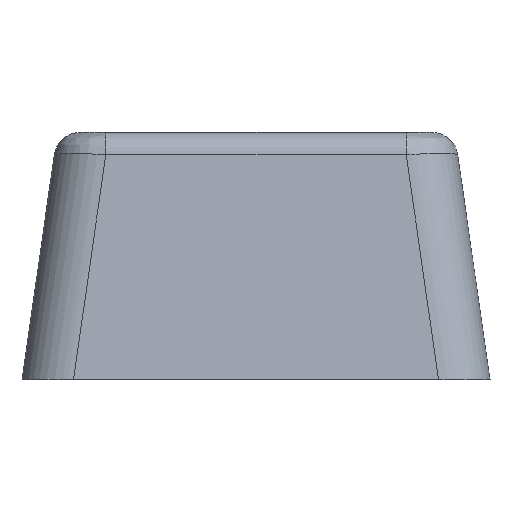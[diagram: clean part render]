
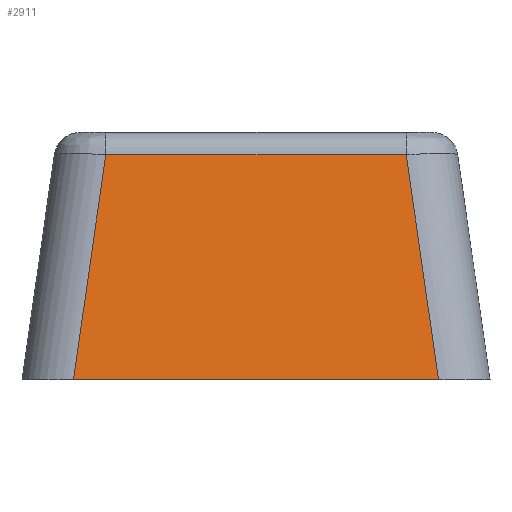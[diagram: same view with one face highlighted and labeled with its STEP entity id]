
A CAD part, left-side view. The second image highlights one B-rep face of the part: STEP entity #2911.
In plain terms, the highlighted planar face has unit normal (-0.99, 0, 0.142).
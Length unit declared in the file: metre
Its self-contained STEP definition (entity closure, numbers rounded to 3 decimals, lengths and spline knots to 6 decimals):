
#383=ORIENTED_EDGE('',*,*,#1263,.T.);
#384=ORIENTED_EDGE('',*,*,#1277,.T.);
#385=ORIENTED_EDGE('',*,*,#1278,.T.);
#386=ORIENTED_EDGE('',*,*,#1279,.T.);
#1263=EDGE_CURVE('',#1711,#1710,#1938,.T.);
#1277=EDGE_CURVE('',#1710,#1724,#1945,.T.);
#1278=EDGE_CURVE('',#1724,#1725,#1946,.F.);
#1279=EDGE_CURVE('',#1725,#1711,#1947,.F.);
#1710=VERTEX_POINT('',#4262);
#1711=VERTEX_POINT('',#4264);
#1724=VERTEX_POINT('',#4292);
#1725=VERTEX_POINT('',#4294);
#1938=LINE('',#4263,#2231);
#1945=LINE('',#4291,#2238);
#1946=LINE('',#4293,#2239);
#1947=LINE('',#4295,#2240);
#2231=VECTOR('',#3389,1.);
#2238=VECTOR('',#3412,1.);
#2239=VECTOR('',#3413,1.);
#2240=VECTOR('',#3414,1.);
#2479=EDGE_LOOP('',(#383,#384,#385,#386));
#2656=FACE_BOUND('',#2479,.T.);
#2825=PLANE('',#3124);
#2911=ADVANCED_FACE('',(#2656),#2825,.T.);
#3124=AXIS2_PLACEMENT_3D('',#4290,#3410,#3411);
#3389=DIRECTION('',(0.,-1.,0.));
#3410=DIRECTION('',(-0.99,0.,0.142));
#3411=DIRECTION('',(0.142,0.,0.99));
#3412=DIRECTION('',(0.141,0.141,0.98));
#3413=DIRECTION('',(0.,-1.,0.));
#3414=DIRECTION('',(0.141,-0.141,0.98));
#4262=CARTESIAN_POINT('',(0.181,-0.05502,0.));
#4263=CARTESIAN_POINT('',(0.181,-0.048,0.));
#4264=CARTESIAN_POINT('',(0.181,-0.04098,0.));
#4290=CARTESIAN_POINT('',(0.181,-0.057,0.));
#4291=CARTESIAN_POINT('',(0.180961,-0.05506,-0.000273));
#4292=CARTESIAN_POINT('',(0.182243,-0.053777,0.008642));
#4293=CARTESIAN_POINT('',(0.182243,-0.057,0.008642));
#4294=CARTESIAN_POINT('',(0.182243,-0.042223,0.008642));
#4295=CARTESIAN_POINT('',(0.181318,-0.041298,0.002213));
